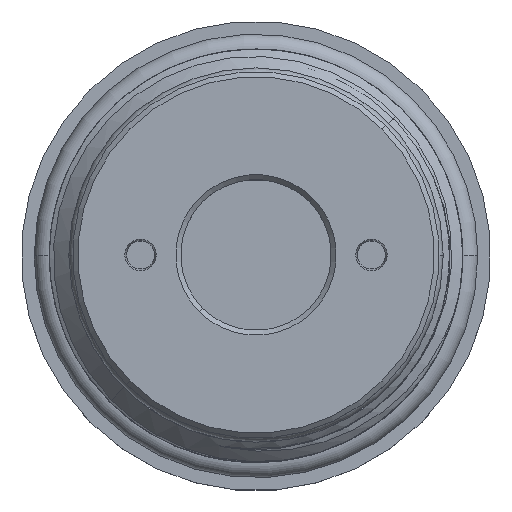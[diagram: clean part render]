
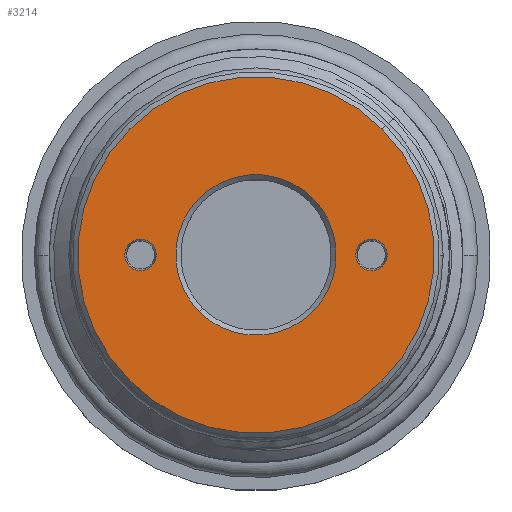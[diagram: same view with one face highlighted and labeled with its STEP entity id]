
A CAD part, top view. The second image highlights one B-rep face of the part: STEP entity #3214.
In plain terms, the highlighted planar face has unit normal (0, 0, 1).
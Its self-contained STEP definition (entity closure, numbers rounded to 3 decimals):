
#174 = CIRCLE ( 'NONE', #8738, 1.561 ) ;
#183 = AXIS2_PLACEMENT_3D ( 'NONE', #6525, #5426, #5228 ) ;
#321 = CARTESIAN_POINT ( 'NONE',  ( 0., 0., 78.2 ) ) ;
#542 = DIRECTION ( 'NONE',  ( 0., 0., -1. ) ) ;
#569 = AXIS2_PLACEMENT_3D ( 'NONE', #7228, #4998, #7189 ) ;
#588 = DIRECTION ( 'NONE',  ( 0., 0., 1. ) ) ;
#769 = CARTESIAN_POINT ( 'NONE',  ( 0., 0., 78.2 ) ) ;
#913 = DIRECTION ( 'NONE',  ( 0.707, 0.707, 0. ) ) ;
#1124 = VERTEX_POINT ( 'NONE', #14084 ) ;
#1175 = CIRCLE ( 'NONE', #7358, 1.561 ) ;
#1261 = DIRECTION ( 'NONE',  ( 0., 0., -1. ) ) ;
#1307 = CARTESIAN_POINT ( 'NONE',  ( -11.5, 0., 78.2 ) ) ;
#1756 = PLANE ( 'NONE',  #569 ) ;
#1831 = DIRECTION ( 'NONE',  ( -0.707, -0.707, 0. ) ) ;
#2614 = DIRECTION ( 'NONE',  ( -0.707, -0.707, 0. ) ) ;
#2808 = VERTEX_POINT ( 'NONE', #6353 ) ;
#2858 = CIRCLE ( 'NONE', #6989, 1.561 ) ;
#3066 = DIRECTION ( 'NONE',  ( 0., 0., -1. ) ) ;
#3157 = EDGE_CURVE ( 'NONE', #1124, #12892, #2858, .T. ) ;
#3214 = ADVANCED_FACE ( 'NONE', ( #4601, #11574, #5959, #3880 ), #1756, .F. ) ;
#3724 = ORIENTED_EDGE ( 'NONE', *, *, #3157, .T. ) ;
#3880 = FACE_BOUND ( 'NONE', #6042, .T. ) ;
#3882 = CARTESIAN_POINT ( 'NONE',  ( -11.5, 0., 78.2 ) ) ;
#3990 = ORIENTED_EDGE ( 'NONE', *, *, #13065, .T. ) ;
#3996 = EDGE_CURVE ( 'NONE', #2808, #4351, #1175, .T. ) ;
#3997 = AXIS2_PLACEMENT_3D ( 'NONE', #13713, #588, #8241 ) ;
#4351 = VERTEX_POINT ( 'NONE', #4960 ) ;
#4528 = VERTEX_POINT ( 'NONE', #13114 ) ;
#4601 = FACE_BOUND ( 'NONE', #7808, .T. ) ;
#4960 = CARTESIAN_POINT ( 'NONE',  ( -12.604, -1.104, 78.2 ) ) ;
#4998 = DIRECTION ( 'NONE',  ( 0., 0., -1. ) ) ;
#5228 = DIRECTION ( 'NONE',  ( -0.707, -0.707, 0. ) ) ;
#5426 = DIRECTION ( 'NONE',  ( 0., 0., 1. ) ) ;
#5645 = ORIENTED_EDGE ( 'NONE', *, *, #3996, .T. ) ;
#5820 = AXIS2_PLACEMENT_3D ( 'NONE', #769, #10524, #1831 ) ;
#5959 = FACE_BOUND ( 'NONE', #7172, .T. ) ;
#6042 = EDGE_LOOP ( 'NONE', ( #5645, #13379 ) ) ;
#6319 = CIRCLE ( 'NONE', #5820, 8. ) ;
#6353 = CARTESIAN_POINT ( 'NONE',  ( -10.396, 1.104, 78.2 ) ) ;
#6525 = CARTESIAN_POINT ( 'NONE',  ( 0., 0., 78.2 ) ) ;
#6757 = ORIENTED_EDGE ( 'NONE', *, *, #7380, .T. ) ;
#6876 = DIRECTION ( 'NONE',  ( 0., 0., -1. ) ) ;
#6989 = AXIS2_PLACEMENT_3D ( 'NONE', #7059, #11448, #9192 ) ;
#6998 = AXIS2_PLACEMENT_3D ( 'NONE', #321, #6876, #2614 ) ;
#7059 = CARTESIAN_POINT ( 'NONE',  ( 11.5, 0., 78.2 ) ) ;
#7172 = EDGE_LOOP ( 'NONE', ( #10357, #3724 ) ) ;
#7189 = DIRECTION ( 'NONE',  ( -0.707, -0.707, 0. ) ) ;
#7228 = CARTESIAN_POINT ( 'NONE',  ( -12.912, 12.912, 78.2 ) ) ;
#7260 = EDGE_CURVE ( 'NONE', #10722, #4528, #6319, .T. ) ;
#7358 = AXIS2_PLACEMENT_3D ( 'NONE', #1307, #1261, #12249 ) ;
#7380 = EDGE_CURVE ( 'NONE', #4528, #10722, #13854, .T. ) ;
#7539 = EDGE_CURVE ( 'NONE', #4351, #2808, #174, .T. ) ;
#7808 = EDGE_LOOP ( 'NONE', ( #6757, #13254 ) ) ;
#7861 = CARTESIAN_POINT ( 'NONE',  ( -5.657, -5.657, 78.2 ) ) ;
#7888 = VERTEX_POINT ( 'NONE', #13041 ) ;
#8241 = DIRECTION ( 'NONE',  ( -0.707, -0.707, 0. ) ) ;
#8298 = VERTEX_POINT ( 'NONE', #13395 ) ;
#8434 = CARTESIAN_POINT ( 'NONE',  ( 11.5, 0., 78.2 ) ) ;
#8738 = AXIS2_PLACEMENT_3D ( 'NONE', #3882, #542, #10541 ) ;
#8962 = CARTESIAN_POINT ( 'NONE',  ( 10.396, -1.104, 78.2 ) ) ;
#9189 = EDGE_CURVE ( 'NONE', #8298, #7888, #10077, .T. ) ;
#9192 = DIRECTION ( 'NONE',  ( 0.707, 0.707, 0. ) ) ;
#9369 = AXIS2_PLACEMENT_3D ( 'NONE', #8434, #3066, #913 ) ;
#9712 = ORIENTED_EDGE ( 'NONE', *, *, #9189, .T. ) ;
#10077 = CIRCLE ( 'NONE', #183, 17.76 ) ;
#10171 = EDGE_LOOP ( 'NONE', ( #3990, #9712 ) ) ;
#10357 = ORIENTED_EDGE ( 'NONE', *, *, #12443, .T. ) ;
#10524 = DIRECTION ( 'NONE',  ( 0., 0., -1. ) ) ;
#10541 = DIRECTION ( 'NONE',  ( -0.707, -0.707, 0. ) ) ;
#10705 = CIRCLE ( 'NONE', #3997, 17.76 ) ;
#10722 = VERTEX_POINT ( 'NONE', #7861 ) ;
#11448 = DIRECTION ( 'NONE',  ( 0., 0., -1. ) ) ;
#11574 = FACE_OUTER_BOUND ( 'NONE', #10171, .T. ) ;
#12249 = DIRECTION ( 'NONE',  ( -0.707, -0.707, 0. ) ) ;
#12269 = CIRCLE ( 'NONE', #9369, 1.561 ) ;
#12443 = EDGE_CURVE ( 'NONE', #12892, #1124, #12269, .T. ) ;
#12892 = VERTEX_POINT ( 'NONE', #8962 ) ;
#13041 = CARTESIAN_POINT ( 'NONE',  ( -12.558, -12.558, 78.2 ) ) ;
#13065 = EDGE_CURVE ( 'NONE', #7888, #8298, #10705, .T. ) ;
#13114 = CARTESIAN_POINT ( 'NONE',  ( 5.657, 5.657, 78.2 ) ) ;
#13254 = ORIENTED_EDGE ( 'NONE', *, *, #7260, .T. ) ;
#13379 = ORIENTED_EDGE ( 'NONE', *, *, #7539, .T. ) ;
#13395 = CARTESIAN_POINT ( 'NONE',  ( 12.558, 12.558, 78.2 ) ) ;
#13713 = CARTESIAN_POINT ( 'NONE',  ( 0., 0., 78.2 ) ) ;
#13854 = CIRCLE ( 'NONE', #6998, 8. ) ;
#14084 = CARTESIAN_POINT ( 'NONE',  ( 12.604, 1.104, 78.2 ) ) ;
